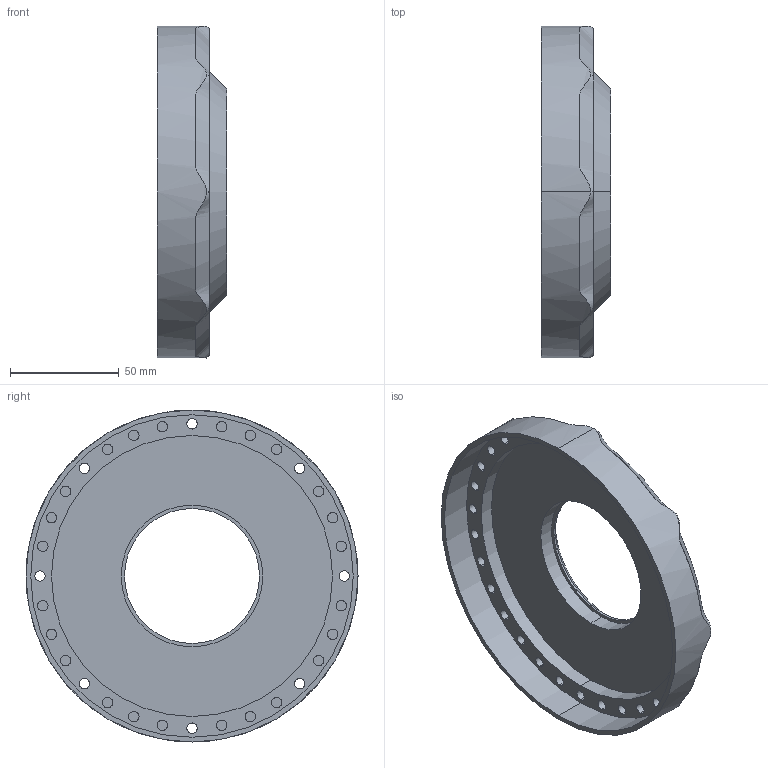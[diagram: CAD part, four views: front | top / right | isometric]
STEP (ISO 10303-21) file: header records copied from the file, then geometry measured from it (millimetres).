
FILE_DESCRIPTION (( 'STEP AP203' ), '1' );
FILE_NAME ('FrontOutputShaft.STEP', '2024-03-21T18:44:16', ( '' ), ( '' ), 'SwSTEP 2.0', 'SolidWorks 2023', '' );
FILE_SCHEMA (( 'CONFIG_CONTROL_DESIGN' ));
Length unit declared in the file: inch
Products named in the file (1): FrontOutputShaft
Bounding box: 31.94 x 152.4 x 152.4 mm (x, y, z)
Volume: 120320 mm3; surface area: 56025.6 mm2
Topology: 1 solids, 1 shells, 168 faces, 422 edges, 296 vertices
Faces by surface type: cylinder 98, plane 58, bspline 8, cone 4
Entity records: 6317 total; most frequent: CARTESIAN_POINT 1911, DIRECTION 992, ORIENTED_EDGE 844, AXIS2_PLACEMENT_3D 433, EDGE_CURVE 422, VERTEX_POINT 296, CIRCLE 272, EDGE_LOOP 226
